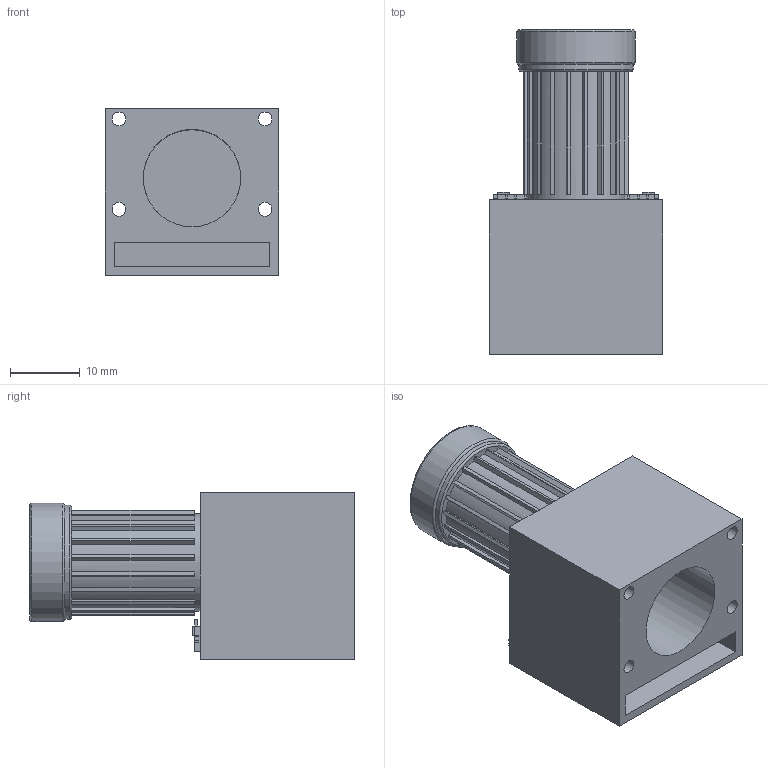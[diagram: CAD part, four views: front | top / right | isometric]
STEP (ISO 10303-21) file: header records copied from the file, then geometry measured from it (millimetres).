
FILE_DESCRIPTION(/* description */ (''),/* implementation_level */ '2;1');
FILE_NAME(/* name */ 'Camera v1.step',/* time_stamp */ '2023-10-13T19:19:49+05:30',/* author */ (''),/* organization */ (''),/* preprocessor_version */ 'ST-DEVELOPER v20',/* originating_system */ 'Autodesk Translation Framework v12.14.0.127',/* authorisation */ '');
FILE_SCHEMA (('AUTOMOTIVE_DESIGN { 1 0 10303 214 3 1 1 }'));
Length unit declared in the file: millimetre
Products named in the file (4): Camera; Component1; Component2; Component3
Assembly tree (22 placements, depth 2):
  Camera
    Component1  x16
    Component2  x4
    Component3  x2
Bounding box: 25 x 46.72 x 24 mm (x, y, z)
Volume: 11888.2 mm3; surface area: 8448.7 mm2
Topology: 25 solids, 25 shells, 243 faces, 573 edges, 382 vertices
Faces by surface type: plane 230, cylinder 10, torus 3
Full cylindrical faces by diameter (mm): 2 x4, 14 x2, 15 x2, 16.4 x1, 17 x1
Entity records: 4347 total; most frequent: CARTESIAN_POINT 730, DIRECTION 726, ORIENTED_EDGE 690, EDGE_CURVE 345, LINE 274, VECTOR 274, VERTEX_POINT 230, AXIS2_PLACEMENT_3D 226
